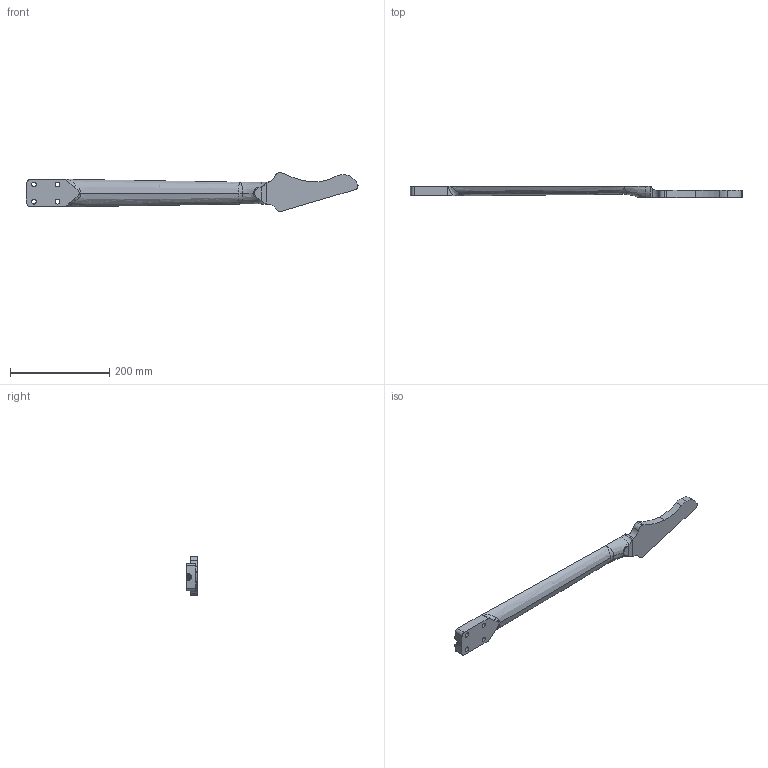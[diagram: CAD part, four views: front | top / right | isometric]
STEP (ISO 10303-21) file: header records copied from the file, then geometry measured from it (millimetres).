
FILE_DESCRIPTION (( 'STEP AP203' ), '1' );
FILE_NAME ('CLOSER_loft.STEP', '2016-10-05T08:20:29', ( '' ), ( '' ), 'SwSTEP 2.0', 'SolidWorks 2016', '' );
FILE_SCHEMA (( 'CONFIG_CONTROL_DESIGN' ));
Length unit declared in the file: millimetre
Products named in the file (1): CLOSER_loft
Bounding box: 669.18 x 22.1 x 79.02 mm (x, y, z)
Volume: 440569.7 mm3; surface area: 94289.2 mm2
Topology: 1 solids, 1 shells, 73 faces, 206 edges, 135 vertices
Faces by surface type: cylinder 29, bspline 22, plane 22
Entity records: 12197 total; most frequent: CARTESIAN_POINT 10348, ORIENTED_EDGE 412, DIRECTION 315, EDGE_CURVE 206, VERTEX_POINT 135, AXIS2_PLACEMENT_3D 116, LINE 83, VECTOR 83
